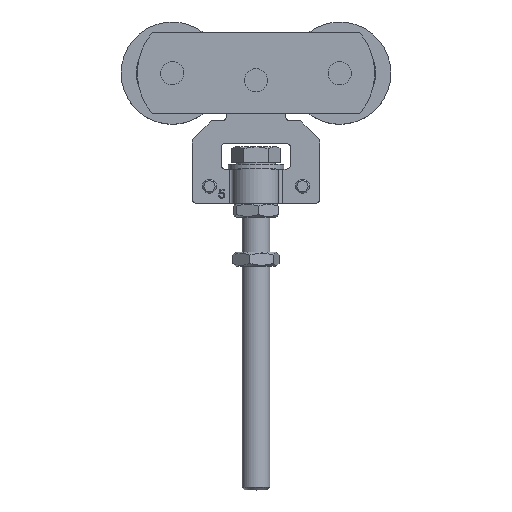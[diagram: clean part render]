
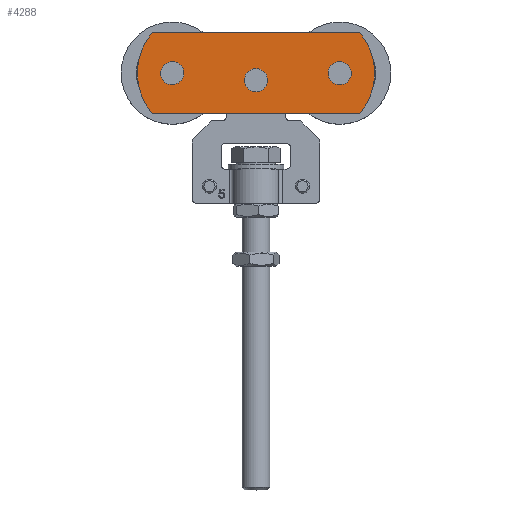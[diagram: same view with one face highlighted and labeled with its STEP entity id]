
A CAD part, top view. The second image highlights one B-rep face of the part: STEP entity #4288.
In plain terms, the highlighted planar face has unit normal (0, 0, 1).
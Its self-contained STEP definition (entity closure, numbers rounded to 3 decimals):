
#222=LINE('',#6526,#534);
#223=LINE('',#6530,#535);
#534=VECTOR('',#5207,10.);
#535=VECTOR('',#5210,10.);
#846=PLANE('',#4693);
#1059=FACE_BOUND('',#1398,.T.);
#1060=FACE_BOUND('',#1399,.T.);
#1061=FACE_BOUND('',#1400,.T.);
#1141=FACE_OUTER_BOUND('',#1397,.T.);
#1397=EDGE_LOOP('',(#3021,#3022,#3023,#3024));
#1398=EDGE_LOOP('',(#3025));
#1399=EDGE_LOOP('',(#3026));
#1400=EDGE_LOOP('',(#3027));
#1730=CIRCLE('',#4690,4.95);
#1732=CIRCLE('',#4694,27.);
#1733=CIRCLE('',#4695,27.);
#1734=CIRCLE('',#4696,3.95);
#1735=CIRCLE('',#4697,3.95);
#1968=VERTEX_POINT('',#6518);
#1970=VERTEX_POINT('',#6524);
#1971=VERTEX_POINT('',#6525);
#1972=VERTEX_POINT('',#6527);
#1973=VERTEX_POINT('',#6529);
#1974=VERTEX_POINT('',#6532);
#1975=VERTEX_POINT('',#6534);
#2396=EDGE_CURVE('',#1968,#1968,#1730,.T.);
#2398=EDGE_CURVE('',#1970,#1971,#222,.T.);
#2399=EDGE_CURVE('',#1972,#1970,#1732,.T.);
#2400=EDGE_CURVE('',#1973,#1972,#223,.T.);
#2401=EDGE_CURVE('',#1971,#1973,#1733,.T.);
#2402=EDGE_CURVE('',#1974,#1974,#1734,.T.);
#2403=EDGE_CURVE('',#1975,#1975,#1735,.T.);
#3021=ORIENTED_EDGE('',*,*,#2398,.F.);
#3022=ORIENTED_EDGE('',*,*,#2399,.F.);
#3023=ORIENTED_EDGE('',*,*,#2400,.F.);
#3024=ORIENTED_EDGE('',*,*,#2401,.F.);
#3025=ORIENTED_EDGE('',*,*,#2402,.T.);
#3026=ORIENTED_EDGE('',*,*,#2403,.T.);
#3027=ORIENTED_EDGE('',*,*,#2396,.F.);
#4288=ADVANCED_FACE('',(#1141,#1059,#1060,#1061),#846,.T.);
#4690=AXIS2_PLACEMENT_3D('',#6519,#5199,#5200);
#4693=AXIS2_PLACEMENT_3D('',#6523,#5205,#5206);
#4694=AXIS2_PLACEMENT_3D('',#6528,#5208,#5209);
#4695=AXIS2_PLACEMENT_3D('',#6531,#5211,#5212);
#4696=AXIS2_PLACEMENT_3D('',#6533,#5213,#5214);
#4697=AXIS2_PLACEMENT_3D('',#6535,#5215,#5216);
#5199=DIRECTION('center_axis',(0.,0.,1.));
#5200=DIRECTION('ref_axis',(-1.,0.,0.));
#5205=DIRECTION('center_axis',(0.,0.,1.));
#5206=DIRECTION('ref_axis',(1.,0.,0.));
#5207=DIRECTION('',(1.,0.,0.));
#5208=DIRECTION('center_axis',(0.,0.,-1.));
#5209=DIRECTION('ref_axis',(-0.762,0.648,0.));
#5210=DIRECTION('',(-1.,0.,0.));
#5211=DIRECTION('center_axis',(0.,0.,-1.));
#5212=DIRECTION('ref_axis',(0.762,-0.648,0.));
#5213=DIRECTION('center_axis',(0.,0.,-1.));
#5214=DIRECTION('ref_axis',(1.,0.,0.));
#5215=DIRECTION('center_axis',(0.,0.,-1.));
#5216=DIRECTION('ref_axis',(1.,0.,0.));
#6518=CARTESIAN_POINT('',(-13.166,7.928,2.5));
#6519=CARTESIAN_POINT('Origin',(-18.116,7.928,2.5));
#6523=CARTESIAN_POINT('Origin',(-18.116,10.928,2.5));
#6524=CARTESIAN_POINT('',(-62.676,28.428,2.5));
#6525=CARTESIAN_POINT('',(26.445,28.428,2.5));
#6526=CARTESIAN_POINT('',(26.445,28.428,2.5));
#6527=CARTESIAN_POINT('',(-62.676,-6.572,2.5));
#6528=CARTESIAN_POINT('Origin',(-42.116,10.928,2.5));
#6529=CARTESIAN_POINT('',(26.445,-6.572,2.5));
#6530=CARTESIAN_POINT('',(-62.676,-6.572,2.5));
#6531=CARTESIAN_POINT('Origin',(5.884,10.928,2.5));
#6532=CARTESIAN_POINT('',(-50.166,10.928,2.5));
#6533=CARTESIAN_POINT('Origin',(-54.116,10.928,2.5));
#6534=CARTESIAN_POINT('',(21.834,10.928,2.5));
#6535=CARTESIAN_POINT('Origin',(17.884,10.928,2.5));
